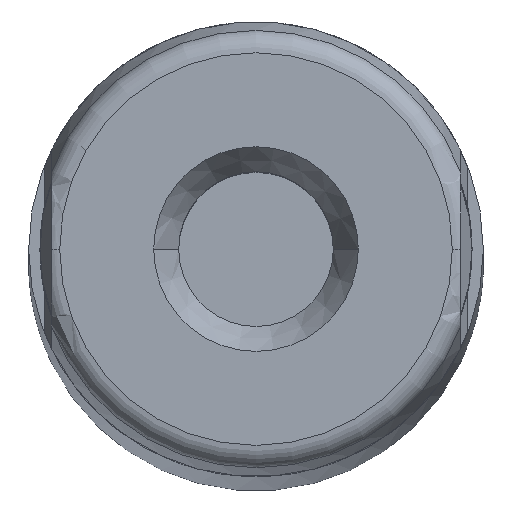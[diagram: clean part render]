
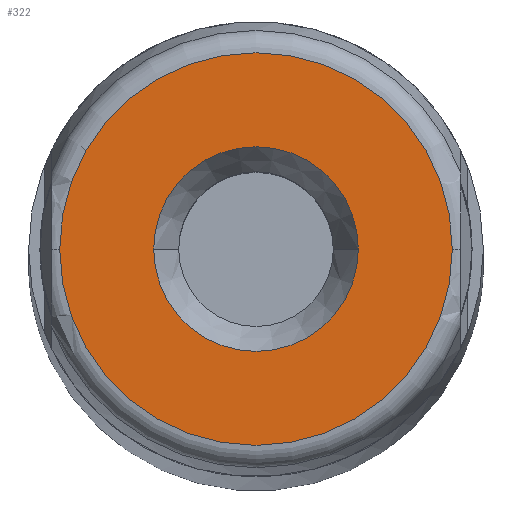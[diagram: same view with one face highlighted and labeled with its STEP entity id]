
A CAD part, top view. The second image highlights one B-rep face of the part: STEP entity #322.
In plain terms, the highlighted planar face has unit normal (0, 0, 1).
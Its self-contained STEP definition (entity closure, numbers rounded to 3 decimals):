
#3 = VERTEX_POINT ( 'NONE', #689 ) ;
#21 = CIRCLE ( 'NONE', #22, 4.5 ) ;
#22 = AXIS2_PLACEMENT_3D ( 'NONE', #23, #24, #25 ) ;
#23 = CARTESIAN_POINT ( 'NONE',  ( 0., 0., 0. ) ) ;
#24 = DIRECTION ( 'NONE',  ( 0., 0., 1. ) ) ;
#25 = DIRECTION ( 'NONE',  ( 1., 0., 0. ) ) ;
#37 = ORIENTED_EDGE ( 'NONE', *, *, #636, .F. ) ;
#54 = EDGE_CURVE ( 'NONE', #554, #634, #714, .T. ) ;
#118 = CARTESIAN_POINT ( 'NONE',  ( 8.632, 0., 0. ) ) ;
#236 = EDGE_CURVE ( 'NONE', #646, #3, #835, .T. ) ;
#322 = ADVANCED_FACE ( 'NONE', ( #481, #482 ), #483, .F. ) ;
#381 = ORIENTED_EDGE ( 'NONE', *, *, #236, .T. ) ;
#481 = FACE_BOUND ( 'NONE', #633, .T. ) ;
#482 = FACE_OUTER_BOUND ( 'NONE', #575, .T. ) ;
#483 = PLANE ( 'NONE',  #489 ) ;
#489 = AXIS2_PLACEMENT_3D ( 'NONE', #490, #491, #492 ) ;
#490 = CARTESIAN_POINT ( 'NONE',  ( 0., 0., 0. ) ) ;
#491 = DIRECTION ( 'NONE',  ( 0., 0., -1. ) ) ;
#492 = DIRECTION ( 'NONE',  ( -1., 0., 0. ) ) ;
#540 = CARTESIAN_POINT ( 'NONE',  ( -4.5, 0., 0. ) ) ;
#554 = VERTEX_POINT ( 'NONE', #713 ) ;
#575 = EDGE_LOOP ( 'NONE', ( #381, #595 ) ) ;
#595 = ORIENTED_EDGE ( 'NONE', *, *, #741, .T. ) ;
#633 = EDGE_LOOP ( 'NONE', ( #662, #37 ) ) ;
#634 = VERTEX_POINT ( 'NONE', #540 ) ;
#636 = EDGE_CURVE ( 'NONE', #634, #554, #21, .T. ) ;
#646 = VERTEX_POINT ( 'NONE', #118 ) ;
#662 = ORIENTED_EDGE ( 'NONE', *, *, #54, .F. ) ;
#689 = CARTESIAN_POINT ( 'NONE',  ( -8.632, 0., 0. ) ) ;
#713 = CARTESIAN_POINT ( 'NONE',  ( 4.5, 0., 0. ) ) ;
#714 = CIRCLE ( 'NONE', #715, 4.5 ) ;
#715 = AXIS2_PLACEMENT_3D ( 'NONE', #716, #717, #718 ) ;
#716 = CARTESIAN_POINT ( 'NONE',  ( 0., 0., 0. ) ) ;
#717 = DIRECTION ( 'NONE',  ( 0., 0., 1. ) ) ;
#718 = DIRECTION ( 'NONE',  ( 1., 0., 0. ) ) ;
#741 = EDGE_CURVE ( 'NONE', #3, #646, #1136, .T. ) ;
#835 = CIRCLE ( 'NONE', #836, 8.632 ) ;
#836 = AXIS2_PLACEMENT_3D ( 'NONE', #837, #838, #839 ) ;
#837 = CARTESIAN_POINT ( 'NONE',  ( 0., 0., 0. ) ) ;
#838 = DIRECTION ( 'NONE',  ( 0., 0., 1. ) ) ;
#839 = DIRECTION ( 'NONE',  ( 1., 0., 0. ) ) ;
#1136 = CIRCLE ( 'NONE', #1137, 8.632 ) ;
#1137 = AXIS2_PLACEMENT_3D ( 'NONE', #1138, #1139, #1140 ) ;
#1138 = CARTESIAN_POINT ( 'NONE',  ( 0., 0., 0. ) ) ;
#1139 = DIRECTION ( 'NONE',  ( 0., 0., 1. ) ) ;
#1140 = DIRECTION ( 'NONE',  ( 1., 0., 0. ) ) ;
